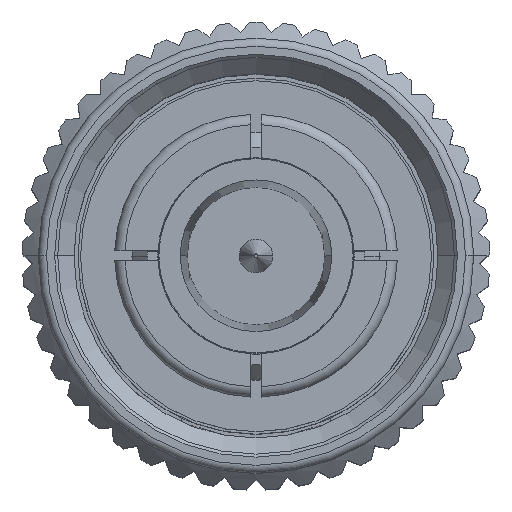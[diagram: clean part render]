
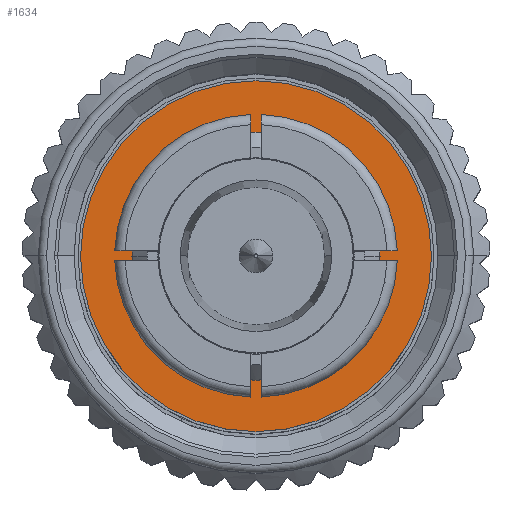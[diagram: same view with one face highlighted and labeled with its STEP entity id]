
A CAD part, top view. The second image highlights one B-rep face of the part: STEP entity #1634.
In plain terms, the highlighted planar face has unit normal (0, 0, 1).
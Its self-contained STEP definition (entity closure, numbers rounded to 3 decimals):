
#1093 = EDGE_LOOP ( 'NONE', ( #4001, #4002 ) ) ;
#1094 = EDGE_LOOP ( 'NONE', ( #4003, #4004 ) ) ;
#1634 = ADVANCED_FACE ( 'NONE', ( #7108, #7109 ), #6942, .F. ) ;
#3426 = EDGE_CURVE ( 'NONE', #12981, #13048, #9163, .T. ) ;
#3427 = EDGE_CURVE ( 'NONE', #13000, #13032, #9165, .T. ) ;
#4001 = ORIENTED_EDGE ( 'NONE', *, *, #13368, .F. ) ;
#4002 = ORIENTED_EDGE ( 'NONE', *, *, #3426, .F. ) ;
#4003 = ORIENTED_EDGE ( 'NONE', *, *, #13380, .T. ) ;
#4004 = ORIENTED_EDGE ( 'NONE', *, *, #3427, .T. ) ;
#6942 = PLANE ( 'NONE',  #14049 ) ;
#6943 = CARTESIAN_POINT ( 'NONE',  ( 0., 6.1, -12.75 ) ) ;
#6944 = DIRECTION ( 'NONE',  ( 0., 0., -1. ) ) ;
#6945 = DIRECTION ( 'NONE',  ( -1., 0., 0. ) ) ;
#7108 = FACE_OUTER_BOUND ( 'NONE', #1093, .T. ) ;
#7109 = FACE_BOUND ( 'NONE', #1094, .T. ) ;
#9163 = CIRCLE ( 'NONE', #9164, 8.625 ) ;
#9164 = AXIS2_PLACEMENT_3D ( 'NONE', #10788, #10789, #10790 ) ;
#9165 = CIRCLE ( 'NONE', #9166, 6.1 ) ;
#9166 = AXIS2_PLACEMENT_3D ( 'NONE', #10791, #10792, #10793 ) ;
#9512 = CIRCLE ( 'NONE', #9514, 8.625 ) ;
#9514 = AXIS2_PLACEMENT_3D ( 'NONE', #12206, #12207, #12208 ) ;
#9532 = CIRCLE ( 'NONE', #9534, 6.1 ) ;
#9534 = AXIS2_PLACEMENT_3D ( 'NONE', #12238, #12239, #12240 ) ;
#10788 = CARTESIAN_POINT ( 'NONE',  ( 0., 0., -12.75 ) ) ;
#10789 = DIRECTION ( 'NONE',  ( 0., 0., -1. ) ) ;
#10790 = DIRECTION ( 'NONE',  ( -1., 0., 0. ) ) ;
#10791 = CARTESIAN_POINT ( 'NONE',  ( 0., 0., -12.75 ) ) ;
#10792 = DIRECTION ( 'NONE',  ( 0., 0., -1. ) ) ;
#10793 = DIRECTION ( 'NONE',  ( -1., 0., 0. ) ) ;
#11890 = CARTESIAN_POINT ( 'NONE',  ( 8.625, 0., -12.75 ) ) ;
#11909 = CARTESIAN_POINT ( 'NONE',  ( 6.1, 0., -12.75 ) ) ;
#11940 = CARTESIAN_POINT ( 'NONE',  ( -6.1, 0., -12.75 ) ) ;
#11956 = CARTESIAN_POINT ( 'NONE',  ( -8.625, 0., -12.75 ) ) ;
#12206 = CARTESIAN_POINT ( 'NONE',  ( 0., 0., -12.75 ) ) ;
#12207 = DIRECTION ( 'NONE',  ( 0., 0., -1. ) ) ;
#12208 = DIRECTION ( 'NONE',  ( -1., 0., 0. ) ) ;
#12238 = CARTESIAN_POINT ( 'NONE',  ( 0., 0., -12.75 ) ) ;
#12239 = DIRECTION ( 'NONE',  ( 0., 0., -1. ) ) ;
#12240 = DIRECTION ( 'NONE',  ( -1., 0., 0. ) ) ;
#12981 = VERTEX_POINT ( 'NONE', #11890 ) ;
#13000 = VERTEX_POINT ( 'NONE', #11909 ) ;
#13032 = VERTEX_POINT ( 'NONE', #11940 ) ;
#13048 = VERTEX_POINT ( 'NONE', #11956 ) ;
#13368 = EDGE_CURVE ( 'NONE', #13048, #12981, #9512, .T. ) ;
#13380 = EDGE_CURVE ( 'NONE', #13032, #13000, #9532, .T. ) ;
#14049 = AXIS2_PLACEMENT_3D ( 'NONE', #6943, #6944, #6945 ) ;
